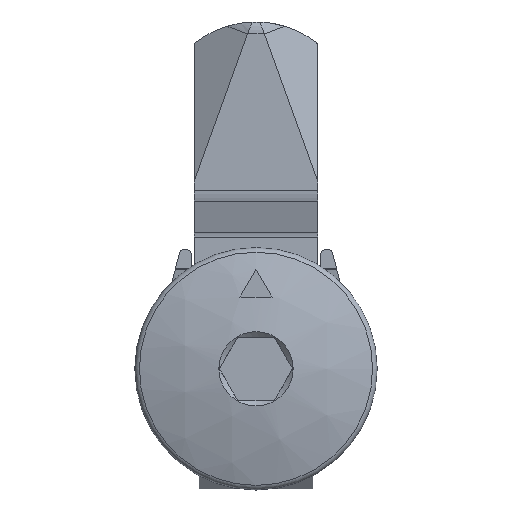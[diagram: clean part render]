
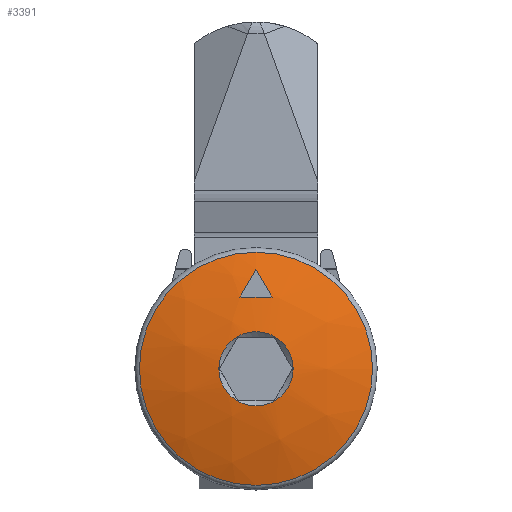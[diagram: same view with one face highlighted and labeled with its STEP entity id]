
A CAD part, left-side view. The second image highlights one B-rep face of the part: STEP entity #3391.
In plain terms, the highlighted spherical face has radius 44.45 mm.
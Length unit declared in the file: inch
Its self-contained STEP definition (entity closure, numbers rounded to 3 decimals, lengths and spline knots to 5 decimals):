
#122=SPHERICAL_SURFACE('',#3855,1.75);
#212=FACE_BOUND('',#762,.T.);
#213=FACE_BOUND('',#763,.T.);
#368=CIRCLE('',#3820,0.18741);
#369=CIRCLE('',#3825,1.73188);
#370=CIRCLE('',#3827,1.71215);
#371=CIRCLE('',#3829,1.73188);
#383=CIRCLE('',#3854,0.58827);
#567=FACE_OUTER_BOUND('',#761,.T.);
#761=EDGE_LOOP('',(#2989));
#762=EDGE_LOOP('',(#2990));
#763=EDGE_LOOP('',(#2991,#2992,#2993));
#1613=VERTEX_POINT('',#6353);
#1621=VERTEX_POINT('',#6386);
#1622=VERTEX_POINT('',#6387);
#1625=VERTEX_POINT('',#6395);
#1638=VERTEX_POINT('',#6447);
#2059=EDGE_CURVE('',#1613,#1613,#368,.T.);
#2071=EDGE_CURVE('',#1621,#1622,#369,.T.);
#2075=EDGE_CURVE('',#1622,#1625,#370,.T.);
#2078=EDGE_CURVE('',#1625,#1621,#371,.T.);
#2101=EDGE_CURVE('',#1638,#1638,#383,.T.);
#2989=ORIENTED_EDGE('',*,*,#2101,.F.);
#2990=ORIENTED_EDGE('',*,*,#2059,.T.);
#2991=ORIENTED_EDGE('',*,*,#2075,.T.);
#2992=ORIENTED_EDGE('',*,*,#2078,.T.);
#2993=ORIENTED_EDGE('',*,*,#2071,.T.);
#3391=ADVANCED_FACE('',(#567,#212,#213),#122,.T.);
#3820=AXIS2_PLACEMENT_3D('',#6355,#4683,#4684);
#3825=AXIS2_PLACEMENT_3D('',#6388,#4700,#4701);
#3827=AXIS2_PLACEMENT_3D('',#6396,#4707,#4708);
#3829=AXIS2_PLACEMENT_3D('',#6401,#4713,#4714);
#3854=AXIS2_PLACEMENT_3D('',#6449,#4774,#4775);
#3855=AXIS2_PLACEMENT_3D('',#6450,#4776,#4777);
#4683=DIRECTION('center_axis',(0.,-1.,0.));
#4684=DIRECTION('ref_axis',(-1.,0.,0.));
#4700=DIRECTION('center_axis',(-0.5,0.,-0.866));
#4701=DIRECTION('ref_axis',(0.,-1.,0.));
#4707=DIRECTION('center_axis',(1.,0.,0.));
#4708=DIRECTION('ref_axis',(0.,0.,1.));
#4713=DIRECTION('center_axis',(-0.5,0.,0.866));
#4714=DIRECTION('ref_axis',(0.,1.,0.));
#4774=DIRECTION('center_axis',(0.,-1.,0.));
#4775=DIRECTION('ref_axis',(-1.,0.,0.));
#4776=DIRECTION('center_axis',(0.,0.,1.));
#4777=DIRECTION('ref_axis',(1.,0.,0.));
#6353=CARTESIAN_POINT('',(0.18741,0.07294,0.));
#6355=CARTESIAN_POINT('Origin',(0.,0.07294,0.));
#6386=CARTESIAN_POINT('',(-0.5023,0.00936,0.));
#6387=CARTESIAN_POINT('',(-0.362,0.04323,-0.081));
#6388=CARTESIAN_POINT('Origin',(-0.12557,-1.667,-0.2175));
#6395=CARTESIAN_POINT('',(-0.362,0.04323,0.081));
#6396=CARTESIAN_POINT('Origin',(-0.362,-1.667,0.));
#6401=CARTESIAN_POINT('Origin',(-0.12557,-1.667,0.2175));
#6447=CARTESIAN_POINT('',(0.,-0.01884,0.58827));
#6449=CARTESIAN_POINT('Origin',(0.,-0.01884,
0.));
#6450=CARTESIAN_POINT('Origin',(0.,-1.667,0.));
